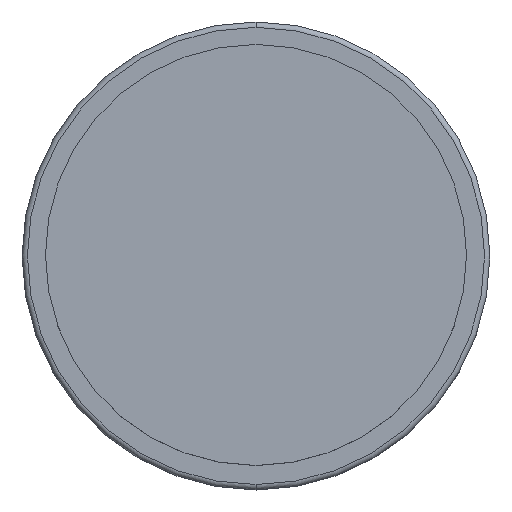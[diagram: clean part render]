
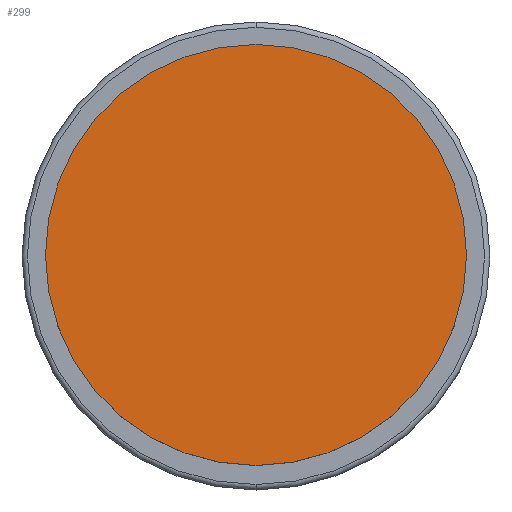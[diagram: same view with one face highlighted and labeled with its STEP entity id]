
A CAD part, top view. The second image highlights one B-rep face of the part: STEP entity #299.
In plain terms, the highlighted planar face has unit normal (0, 0, 1).
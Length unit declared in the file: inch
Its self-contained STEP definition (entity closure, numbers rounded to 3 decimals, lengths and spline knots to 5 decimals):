
#96=CARTESIAN_POINT('',(0.,0.,2.34685));
#97=DIRECTION('',(0.,0.,-1.));
#98=DIRECTION('',(1.,0.,0.));
#99=AXIS2_PLACEMENT_3D('',#96,#97,#98);
#101=CARTESIAN_POINT('',(0.,0.,2.34685));
#102=DIRECTION('',(0.,0.,1.));
#103=DIRECTION('',(1.,0.,0.));
#104=AXIS2_PLACEMENT_3D('',#101,#102,#103);
#118=CARTESIAN_POINT('',(0.7874,0.,2.34685));
#120=VERTEX_POINT('',#118);
#122=CARTESIAN_POINT('',(-0.7874,0.,2.34685));
#124=VERTEX_POINT('',#122);
#290=CARTESIAN_POINT('',(0.,0.,2.34685));
#291=DIRECTION('',(0.,0.,1.));
#292=DIRECTION('',(-1.,0.,0.));
#293=AXIS2_PLACEMENT_3D('',#290,#291,#292);
#294=PLANE('',#293);
#295=ORIENTED_EDGE('',*,*,#283,.F.);
#296=ORIENTED_EDGE('',*,*,#272,.T.);
#297=EDGE_LOOP('',(#295,#296));
#298=FACE_OUTER_BOUND('',#297,.F.);
#299=ADVANCED_FACE('',(#298),#294,.T.);
#100=CIRCLE('',#99,0.7874);
#105=CIRCLE('',#104,0.7874);
#272=EDGE_CURVE('',#120,#124,#100,.T.);
#283=EDGE_CURVE('',#120,#124,#105,.T.);
